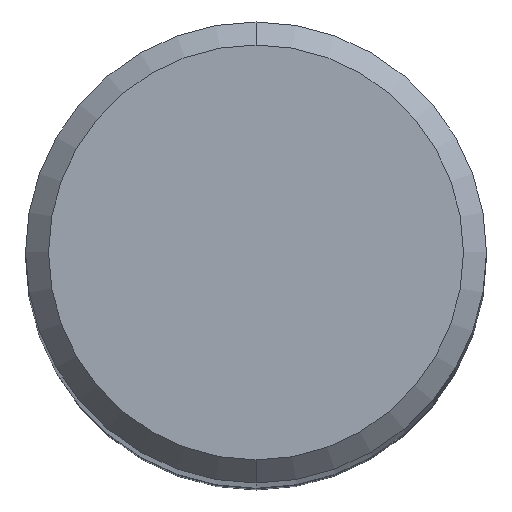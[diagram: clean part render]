
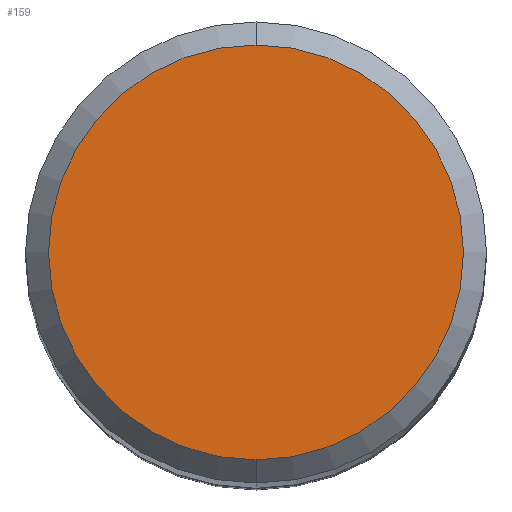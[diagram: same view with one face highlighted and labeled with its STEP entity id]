
A CAD part, top view. The second image highlights one B-rep face of the part: STEP entity #159.
In plain terms, the highlighted planar face has unit normal (0, 0, 1).
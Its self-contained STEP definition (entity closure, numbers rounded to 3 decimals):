
#159=ADVANCED_FACE('',(#392),#393,.T.);
#177=VERTEX_POINT('',#413);
#193=EDGE_CURVE('',#177,#311,#429,.T.);
#291=EDGE_CURVE('',#311,#177,#544,.T.);
#311=VERTEX_POINT('',#567);
#392=FACE_OUTER_BOUND('',#651,.T.);
#393=PLANE('',#652);
#413=CARTESIAN_POINT('',(0.0,3.6,0.0));
#429=CIRCLE('',#702,3.6);
#544=CIRCLE('',#845,3.6);
#567=CARTESIAN_POINT('',(0.,-3.6,0.0));
#651=EDGE_LOOP('',(#961,#962));
#652=AXIS2_PLACEMENT_3D('',#963,#964,#965);
#702=AXIS2_PLACEMENT_3D('',#1004,#1005,#1006);
#845=AXIS2_PLACEMENT_3D('',#1162,#1163,#1164);
#961=ORIENTED_EDGE('',*,*,#193,.F.);
#962=ORIENTED_EDGE('',*,*,#291,.F.);
#963=CARTESIAN_POINT('',(0.0,1.8,0.0));
#964=DIRECTION('',(-0.0,0.0,1.0));
#965=DIRECTION('',(0.0,-1.0,0.0));
#1004=CARTESIAN_POINT('',(0.0,0.0,0.0));
#1005=DIRECTION('',(0.0,0.0,-1.0));
#1006=DIRECTION('',(0.0,1.0,0.0));
#1162=CARTESIAN_POINT('',(0.0,0.0,0.0));
#1163=DIRECTION('',(0.0,0.0,-1.0));
#1164=DIRECTION('',(0.0,1.0,0.0));
